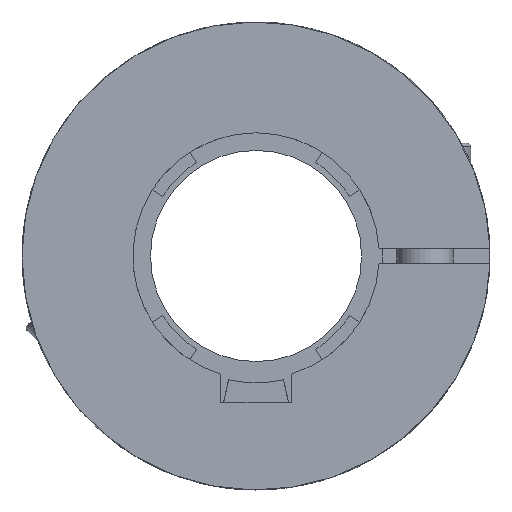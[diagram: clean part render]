
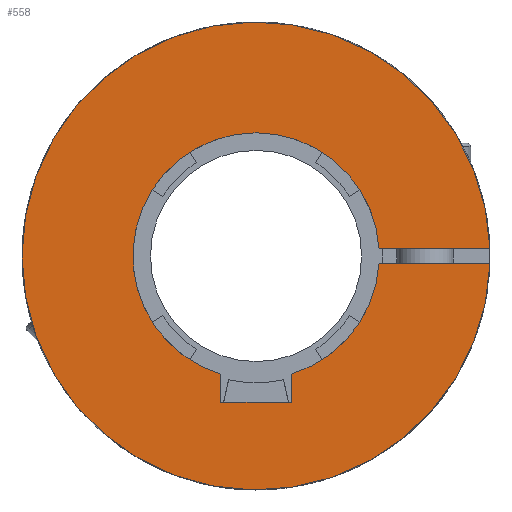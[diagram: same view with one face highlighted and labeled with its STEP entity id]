
A CAD part, left-side view. The second image highlights one B-rep face of the part: STEP entity #558.
In plain terms, the highlighted planar face has unit normal (-1, 0, 0).
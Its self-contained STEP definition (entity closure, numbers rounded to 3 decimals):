
#558=ADVANCED_FACE('NONE',(#1108),#1109,.F.);
#1108=FACE_OUTER_BOUND('',#1663,.T.);
#1109=PLANE('',#1664);
#1663=EDGE_LOOP('',(#3092,#3093,#3094,#3095,#3096,#3097,#3098,#3099,#3100,#3101));
#1664=AXIS2_PLACEMENT_3D('',#3102,#3103,#3104);
#3092=ORIENTED_EDGE('',*,*,#3812,.T.);
#3093=ORIENTED_EDGE('',*,*,#3831,.T.);
#3094=ORIENTED_EDGE('',*,*,#3863,.F.);
#3095=ORIENTED_EDGE('',*,*,#3799,.T.);
#3096=ORIENTED_EDGE('',*,*,#3924,.T.);
#3097=ORIENTED_EDGE('',*,*,#3927,.F.);
#3098=ORIENTED_EDGE('',*,*,#3825,.T.);
#3099=ORIENTED_EDGE('',*,*,#3847,.T.);
#3100=ORIENTED_EDGE('',*,*,#3851,.T.);
#3101=ORIENTED_EDGE('',*,*,#3853,.T.);
#3102=CARTESIAN_POINT('',(0.,0.0,33.25));
#3103=DIRECTION('',(1.0,0.0,0.0));
#3104=DIRECTION('',(0.0,-0.0,-1.0));
#3799=EDGE_CURVE('NONE',#4634,#4631,#4635,.T.);
#3812=EDGE_CURVE('',#4659,#4656,#4660,.T.);
#3825=EDGE_CURVE('',#4674,#4682,#4684,.T.);
#3831=EDGE_CURVE('',#4656,#4692,#4694,.T.);
#3847=EDGE_CURVE('',#4682,#4716,#4718,.T.);
#3851=EDGE_CURVE('',#4716,#4722,#4724,.T.);
#3853=EDGE_CURVE('',#4722,#4659,#4726,.T.);
#3863=EDGE_CURVE('NONE',#4634,#4692,#4740,.T.);
#3924=EDGE_CURVE('NONE',#4631,#4829,#4831,.T.);
#3927=EDGE_CURVE('NONE',#4674,#4829,#4834,.T.);
#4631=VERTEX_POINT('',#5985);
#4634=VERTEX_POINT('NONE',#5989);
#4635=CIRCLE('',#5990,33.25);
#4656=VERTEX_POINT('',#6016);
#4659=VERTEX_POINT('',#6020);
#4660=CIRCLE('',#6021,17.5);
#4674=VERTEX_POINT('',#6036);
#4682=VERTEX_POINT('',#6045);
#4684=CIRCLE('',#6048,17.5);
#4692=VERTEX_POINT('',#6056);
#4694=CIRCLE('',#6059,17.5);
#4716=VERTEX_POINT('',#6088);
#4718=LINE('',#6091,#6092);
#4722=VERTEX_POINT('',#6097);
#4724=LINE('',#6100,#6101);
#4726=LINE('',#6103,#6104);
#4740=LINE('',#6122,#6123);
#4829=VERTEX_POINT('NONE',#6301);
#4831=CIRCLE('',#6304,33.25);
#4834=LINE('',#6308,#6309);
#5985=CARTESIAN_POINT('',(0.,33.25,0.));
#5989=CARTESIAN_POINT('',(0.0,-33.235,1.0));
#5990=AXIS2_PLACEMENT_3D('',#6967,#6968,#6969);
#6016=CARTESIAN_POINT('',(0.,0.,17.5));
#6020=CARTESIAN_POINT('',(0.0,5.0,-16.771));
#6021=AXIS2_PLACEMENT_3D('',#6991,#6992,#6993);
#6036=CARTESIAN_POINT('',(0.0,-17.471,-1.0));
#6045=CARTESIAN_POINT('',(0.0,-5.0,-16.771));
#6048=AXIS2_PLACEMENT_3D('',#7021,#7022,#7023);
#6056=CARTESIAN_POINT('',(0.0,-17.471,1.0));
#6059=AXIS2_PLACEMENT_3D('',#7034,#7035,#7036);
#6088=CARTESIAN_POINT('',(0.0,-5.0,-20.8));
#6091=CARTESIAN_POINT('',(0.0,-5.0,11.425));
#6092=VECTOR('',#7054,1.0);
#6097=CARTESIAN_POINT('',(0.0,5.0,-20.8));
#6100=CARTESIAN_POINT('',(0.,0.0,-20.8));
#6101=VECTOR('',#7057,1.0);
#6103=CARTESIAN_POINT('',(0.,5.0,11.425));
#6104=VECTOR('',#7058,1.0);
#6122=CARTESIAN_POINT('',(0.0,-5.523,1.0));
#6123=VECTOR('',#7072,1000.0);
#6301=CARTESIAN_POINT('',(0.,-33.235,-1.0));
#6304=AXIS2_PLACEMENT_3D('',#7157,#7158,#7159);
#6308=CARTESIAN_POINT('',(0.0,-5.523,-1.0));
#6309=VECTOR('',#7161,1000.0);
#6967=CARTESIAN_POINT('',(0.,0.0,0.0));
#6968=DIRECTION('',(-1.0,0.0,0.0));
#6969=DIRECTION('',(0.0,-1.0,0.0));
#6991=CARTESIAN_POINT('',(0.,0.0,0.0));
#6992=DIRECTION('',(1.0,0.0,0.0));
#6993=DIRECTION('',(0.0,0.0,-1.0));
#7021=CARTESIAN_POINT('',(0.,0.0,0.0));
#7022=DIRECTION('',(1.0,0.0,0.0));
#7023=DIRECTION('',(0.0,0.0,-1.0));
#7034=CARTESIAN_POINT('',(0.,0.0,0.0));
#7035=DIRECTION('',(1.0,0.0,0.0));
#7036=DIRECTION('',(0.0,0.0,-1.0));
#7054=DIRECTION('',(0.0,0.0,-1.0));
#7057=DIRECTION('',(0.0,1.0,0.0));
#7058=DIRECTION('',(-0.0,0.0,1.0));
#7072=DIRECTION('',(0.0,1.0,-0.0));
#7157=CARTESIAN_POINT('',(0.,0.0,0.0));
#7158=DIRECTION('',(-1.0,0.0,0.0));
#7159=DIRECTION('',(0.0,-1.0,0.0));
#7161=DIRECTION('',(0.0,-1.0,0.0));
